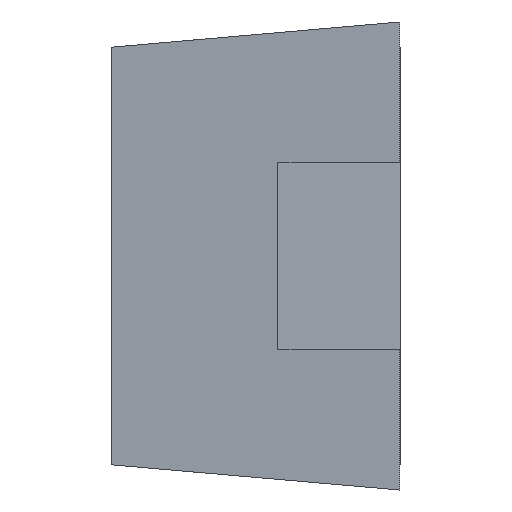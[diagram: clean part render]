
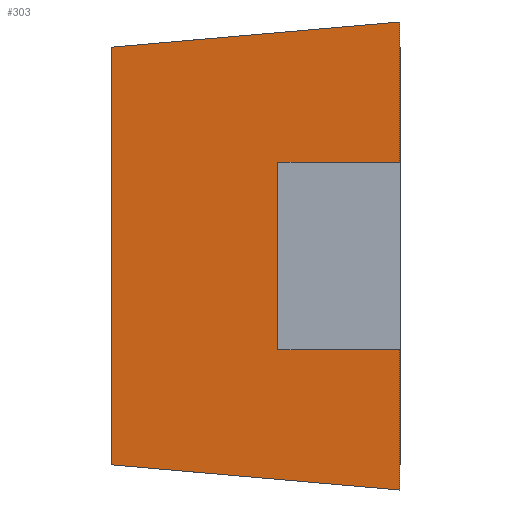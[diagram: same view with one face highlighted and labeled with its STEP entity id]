
A CAD part, left-side view. The second image highlights one B-rep face of the part: STEP entity #303.
In plain terms, the highlighted planar face has unit normal (-0.996, 0.087, 0).
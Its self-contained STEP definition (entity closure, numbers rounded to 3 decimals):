
#18 = ORIENTED_EDGE ( 'NONE', *, *, #604, .T. ) ;
#25 = AXIS2_PLACEMENT_3D ( 'NONE', #291, #198, #338 ) ;
#34 = CARTESIAN_POINT ( 'NONE',  ( -0.42, 0.056, -0.32 ) ) ;
#38 = LINE ( 'NONE', #58, #633 ) ;
#51 = VERTEX_POINT ( 'NONE', #561 ) ;
#56 = EDGE_CURVE ( 'NONE', #595, #51, #62, .T. ) ;
#58 = CARTESIAN_POINT ( 'NONE',  ( -0.425, 0., 0.325 ) ) ;
#62 = LINE ( 'NONE', #407, #588 ) ;
#83 = LINE ( 'NONE', #34, #477 ) ;
#112 = VECTOR ( 'NONE', #512, 1000. ) ;
#116 = ORIENTED_EDGE ( 'NONE', *, *, #504, .T. ) ;
#132 = CARTESIAN_POINT ( 'NONE',  ( -0.39, 0.4, -0.29 ) ) ;
#143 = PLANE ( 'NONE',  #25 ) ;
#198 = DIRECTION ( 'NONE',  ( -0.996, 0.087, 0. ) ) ;
#213 = VERTEX_POINT ( 'NONE', #322 ) ;
#228 = DIRECTION ( 'NONE',  ( -0.087, -0.992, 0.087 ) ) ;
#229 = LINE ( 'NONE', #409, #112 ) ;
#240 = DIRECTION ( 'NONE',  ( -0.087, -0.992, -0.087 ) ) ;
#274 = CARTESIAN_POINT ( 'NONE',  ( -0.425, 0., 0.325 ) ) ;
#291 = CARTESIAN_POINT ( 'NONE',  ( -0.425, 0., 0.325 ) ) ;
#294 = FACE_OUTER_BOUND ( 'NONE', #323, .T. ) ;
#303 = ADVANCED_FACE ( 'NONE', ( #294 ), #143, .T. ) ;
#322 = CARTESIAN_POINT ( 'NONE',  ( -0.425, 0., -0.325 ) ) ;
#323 = EDGE_LOOP ( 'NONE', ( #116, #469, #438, #18 ) ) ;
#338 = DIRECTION ( 'NONE',  ( -0.087, -0.996, 0. ) ) ;
#407 = CARTESIAN_POINT ( 'NONE',  ( -0.39, 0.4, 0. ) ) ;
#409 = CARTESIAN_POINT ( 'NONE',  ( -0.425, 0., 0.325 ) ) ;
#438 = ORIENTED_EDGE ( 'NONE', *, *, #56, .F. ) ;
#469 = ORIENTED_EDGE ( 'NONE', *, *, #539, .F. ) ;
#477 = VECTOR ( 'NONE', #240, 1000. ) ;
#504 = EDGE_CURVE ( 'NONE', #213, #562, #229, .T. ) ;
#512 = DIRECTION ( 'NONE',  ( 0., 0., 1. ) ) ;
#539 = EDGE_CURVE ( 'NONE', #51, #562, #38, .T. ) ;
#561 = CARTESIAN_POINT ( 'NONE',  ( -0.39, 0.4, 0.29 ) ) ;
#562 = VERTEX_POINT ( 'NONE', #274 ) ;
#565 = DIRECTION ( 'NONE',  ( 0., 0., 1. ) ) ;
#588 = VECTOR ( 'NONE', #565, 1000. ) ;
#595 = VERTEX_POINT ( 'NONE', #132 ) ;
#604 = EDGE_CURVE ( 'NONE', #595, #213, #83, .T. ) ;
#633 = VECTOR ( 'NONE', #228, 1000. ) ;
